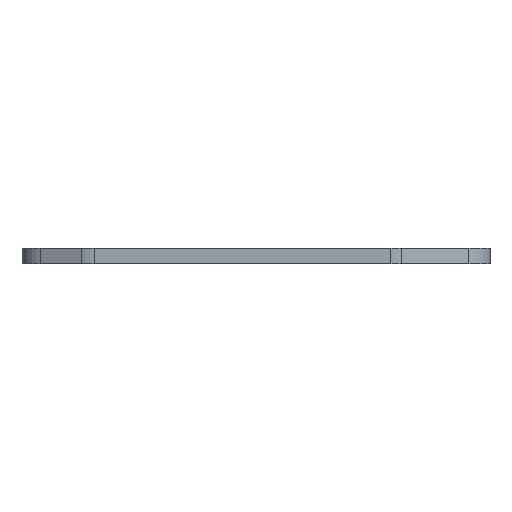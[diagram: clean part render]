
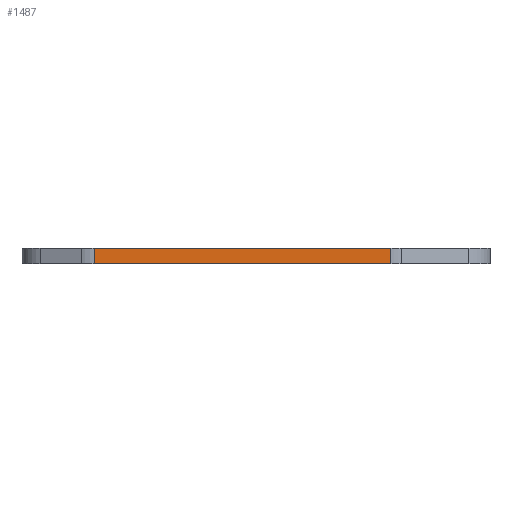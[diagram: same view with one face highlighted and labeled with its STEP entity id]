
A CAD part, left-side view. The second image highlights one B-rep face of the part: STEP entity #1487.
In plain terms, the highlighted planar face has unit normal (-1, 0, 0).
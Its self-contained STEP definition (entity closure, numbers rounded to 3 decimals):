
#95=FACE_OUTER_BOUND('',#170,.T.);
#170=EDGE_LOOP('',(#1332,#1333,#1334,#1335));
#204=LINE('',#2006,#393);
#284=LINE('',#2203,#473);
#383=LINE('',#2405,#572);
#384=LINE('',#2407,#573);
#393=VECTOR('',#1618,10.);
#473=VECTOR('',#1750,10.);
#572=VECTOR('',#1969,10.);
#573=VECTOR('',#1972,10.);
#585=VERTEX_POINT('',#2003);
#586=VERTEX_POINT('',#2005);
#676=VERTEX_POINT('',#2200);
#677=VERTEX_POINT('',#2202);
#727=EDGE_CURVE('',#585,#586,#204,.T.);
#825=EDGE_CURVE('',#677,#676,#284,.T.);
#927=EDGE_CURVE('',#676,#586,#383,.T.);
#928=EDGE_CURVE('',#677,#585,#384,.T.);
#1332=ORIENTED_EDGE('',*,*,#825,.T.);
#1333=ORIENTED_EDGE('',*,*,#927,.T.);
#1334=ORIENTED_EDGE('',*,*,#727,.F.);
#1335=ORIENTED_EDGE('',*,*,#928,.F.);
#1417=PLANE('',#1598);
#1487=ADVANCED_FACE('',(#95),#1417,.T.);
#1598=AXIS2_PLACEMENT_3D('',#2406,#1970,#1971);
#1618=DIRECTION('',(0.,-1.,0.));
#1750=DIRECTION('',(0.,-1.,0.));
#1969=DIRECTION('',(0.,0.,1.));
#1970=DIRECTION('center_axis',(-1.,0.,0.));
#1971=DIRECTION('ref_axis',(0.,-1.,0.));
#1972=DIRECTION('',(0.,0.,1.));
#2003=CARTESIAN_POINT('',(-73.845,28.942,2.5));
#2005=CARTESIAN_POINT('',(-73.845,-18.613,2.5));
#2006=CARTESIAN_POINT('',(-73.845,28.942,2.5));
#2200=CARTESIAN_POINT('',(-73.845,-18.613,0.));
#2202=CARTESIAN_POINT('',(-73.845,28.942,0.));
#2203=CARTESIAN_POINT('',(-73.845,28.942,0.));
#2405=CARTESIAN_POINT('',(-73.845,-18.613,1.5));
#2406=CARTESIAN_POINT('Origin',(-73.845,28.942,0.));
#2407=CARTESIAN_POINT('',(-73.845,28.942,1.5));
